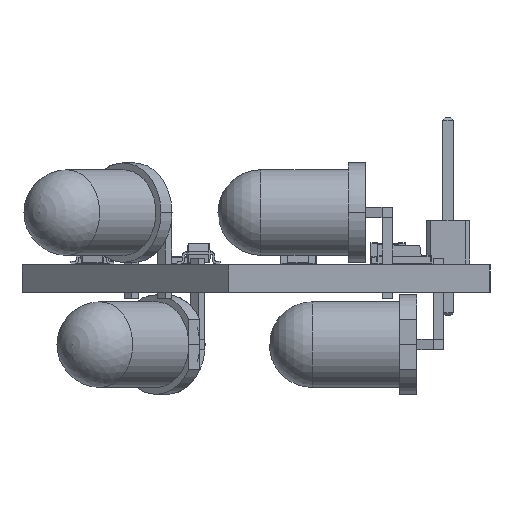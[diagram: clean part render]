
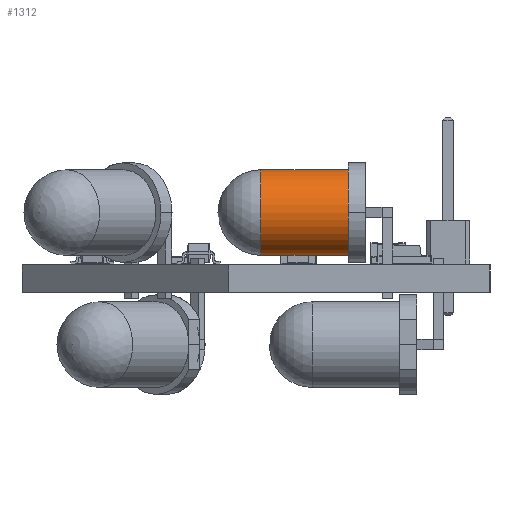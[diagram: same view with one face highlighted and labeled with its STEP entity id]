
A CAD part, left-side view. The second image highlights one B-rep face of the part: STEP entity #1312.
In plain terms, the highlighted cylindrical face has radius 2.5 mm (diameter 5 mm), a full revolution.
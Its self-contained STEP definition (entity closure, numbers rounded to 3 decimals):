
#1133 = VERTEX_POINT('',#1134);
#1134 = CARTESIAN_POINT('',(-1.23,-2.27,3.));
#1175 = EDGE_CURVE('',#1176,#1133,#1178,.T.);
#1176 = VERTEX_POINT('',#1177);
#1177 = CARTESIAN_POINT('',(1.27,-2.27,5.5));
#1178 = CIRCLE('',#1179,2.5);
#1179 = AXIS2_PLACEMENT_3D('',#1180,#1181,#1182);
#1180 = CARTESIAN_POINT('',(1.27,-2.27,3.));
#1181 = DIRECTION('',(0.,-1.,0.));
#1182 = DIRECTION('',(1.,0.,0.));
#1184 = EDGE_CURVE('',#1133,#1185,#1187,.T.);
#1185 = VERTEX_POINT('',#1186);
#1186 = CARTESIAN_POINT('',(3.77,-2.27,3.));
#1187 = CIRCLE('',#1188,2.5);
#1188 = AXIS2_PLACEMENT_3D('',#1189,#1190,#1191);
#1189 = CARTESIAN_POINT('',(1.27,-2.27,3.));
#1190 = DIRECTION('',(0.,-1.,0.));
#1191 = DIRECTION('',(1.,0.,0.));
#1193 = EDGE_CURVE('',#1185,#1176,#1194,.T.);
#1194 = CIRCLE('',#1195,2.5);
#1195 = AXIS2_PLACEMENT_3D('',#1196,#1197,#1198);
#1196 = CARTESIAN_POINT('',(1.27,-2.27,3.));
#1197 = DIRECTION('',(0.,-1.,0.));
#1198 = DIRECTION('',(1.,0.,0.));
#1312 = ADVANCED_FACE('',(#1313),#1334,.T.);
#1313 = FACE_BOUND('',#1314,.T.);
#1314 = EDGE_LOOP('',(#1315,#1323,#1330,#1331,#1332,#1333));
#1315 = ORIENTED_EDGE('',*,*,#1316,.T.);
#1316 = EDGE_CURVE('',#1176,#1317,#1319,.T.);
#1317 = VERTEX_POINT('',#1318);
#1318 = CARTESIAN_POINT('',(1.27,-7.37,5.5));
#1319 = LINE('',#1320,#1321);
#1320 = CARTESIAN_POINT('',(1.27,-1.27,5.5));
#1321 = VECTOR('',#1322,1.);
#1322 = DIRECTION('',(0.,-1.,0.));
#1323 = ORIENTED_EDGE('',*,*,#1324,.T.);
#1324 = EDGE_CURVE('',#1317,#1317,#1325,.T.);
#1325 = CIRCLE('',#1326,2.5);
#1326 = AXIS2_PLACEMENT_3D('',#1327,#1328,#1329);
#1327 = CARTESIAN_POINT('',(1.27,-7.37,3.));
#1328 = DIRECTION('',(0.,1.,0.));
#1329 = DIRECTION('',(0.,0.,1.));
#1330 = ORIENTED_EDGE('',*,*,#1316,.F.);
#1331 = ORIENTED_EDGE('',*,*,#1175,.T.);
#1332 = ORIENTED_EDGE('',*,*,#1184,.T.);
#1333 = ORIENTED_EDGE('',*,*,#1193,.T.);
#1334 = CYLINDRICAL_SURFACE('',#1335,2.5);
#1335 = AXIS2_PLACEMENT_3D('',#1336,#1337,#1338);
#1336 = CARTESIAN_POINT('',(1.27,-1.27,3.));
#1337 = DIRECTION('',(0.,-1.,0.));
#1338 = DIRECTION('',(0.,0.,1.));
